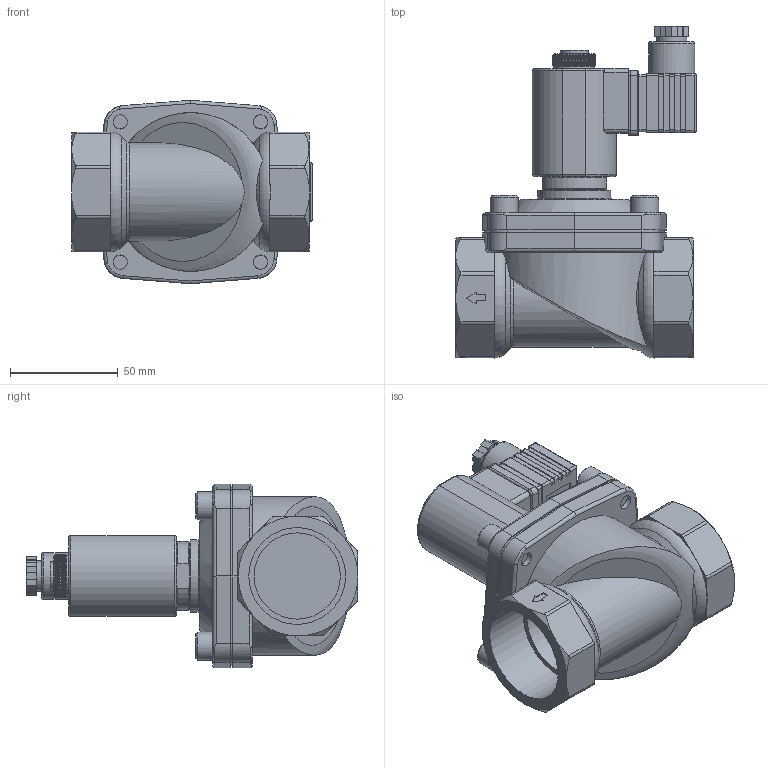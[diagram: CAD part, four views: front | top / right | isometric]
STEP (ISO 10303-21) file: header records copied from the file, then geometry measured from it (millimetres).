
FILE_DESCRIPTION((''),'2;1');
FILE_NAME('MZ1A40E040B2450.stp','2022-01-21T10:36:42',('RL'),(''),'Autodesk Inventor 2012','Autodesk Inventor 2012','');
FILE_SCHEMA(('AUTOMOTIVE_DESIGN { 1 0 10303 214 1 1 1 1 }'));
Length unit declared in the file: millimetre
Products named in the file (3): MZ1A40E040B24/50; MZ1A40E040B23050; GDA09 (1)
Assembly tree (2 placements, depth 2):
  MZ1A40E040B24/50
    MZ1A40E040B23050
    GDA09 (1)
Bounding box: 111.5 x 153.83 x 85 mm (x, y, z)
Volume: 405264.4 mm3; surface area: 72553.9 mm2
Topology: 3 solids, 7 shells, 913 faces, 2280 edges, 1430 vertices
Faces by surface type: plane 649, cylinder 189, cone 43, torus 32
Full cylindrical faces by diameter (mm): 1.7 x3, 2.459 x1, 3 x1, 3.2 x1, 5.5 x1, 6.6 x2, 6.647 x4, 7 x1, 8 x4, 8.5 x1, 8.6 x4, 9 x4, 10.5 x1, 13 x5, 14 x1, 19 x1, 20 x1, 21.5 x1, 22 x1, 29.8 x1, 33.8 x1, 40 x2, 44.845 x2
Entity records: 28281 total; most frequent: CARTESIAN_POINT 6117, ORIENTED_EDGE 4408, DIRECTION 4219, EDGE_CURVE 2204, AXIS2_PLACEMENT_3D 1436, VERTEX_POINT 1422, VECTOR 1347, LINE 1347
